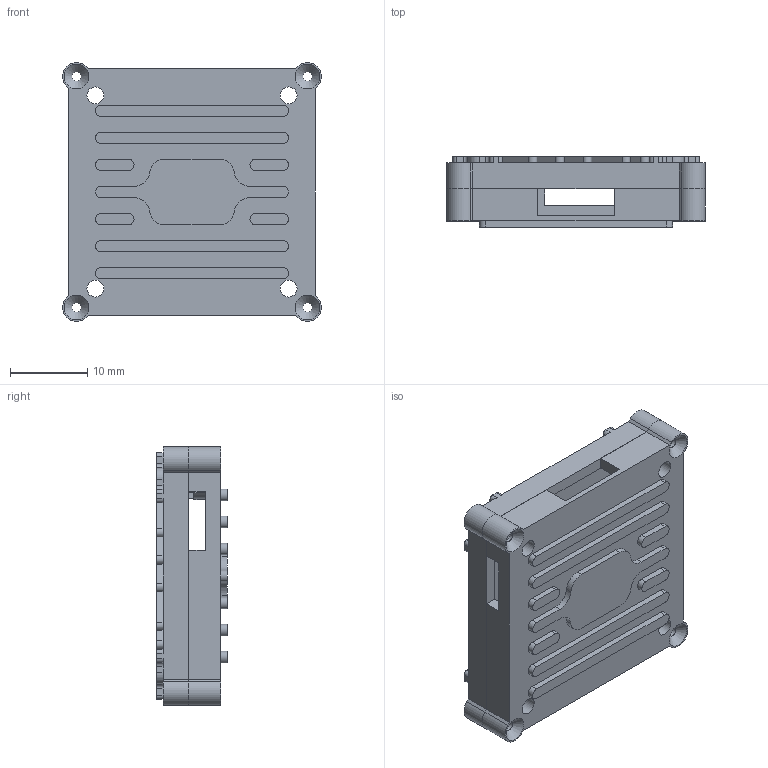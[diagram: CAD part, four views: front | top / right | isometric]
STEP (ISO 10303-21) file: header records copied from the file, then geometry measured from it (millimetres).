
FILE_DESCRIPTION(/* description */ (''),/* implementation_level */ '2;1');
FILE_NAME(/* name */ 'O4 Lite Case.step',/* time_stamp */ '2025-07-09T14:18:48+02:00',/* author */ (''),/* organization */ (''),/* preprocessor_version */ 'ST-DEVELOPER v20.1',/* originating_system */ 'Autodesk Translation Framework v14.10.0.0',/* authorisation */ '');
FILE_SCHEMA (('AUTOMOTIVE_DESIGN { 1 0 10303 214 3 1 1 }'));
Length unit declared in the file: millimetre
Products named in the file (2): O4 Lite Case; Komponente1
Assembly tree (1 placements, depth 2):
  O4 Lite Case
    Komponente1
Bounding box: 33.49 x 9.1 x 33.49 mm (x, y, z)
Volume: 3642.4 mm3; surface area: 6236.4 mm2
Topology: 2 solids, 2 shells, 332 faces, 910 edges, 592 vertices
Faces by surface type: plane 150, cylinder 146, bspline 32, cone 4
Full cylindrical faces by diameter (mm): 1.2 x8, 2.2 x8
Entity records: 10984 total; most frequent: CARTESIAN_POINT 2437, ORIENTED_EDGE 1788, DIRECTION 1764, EDGE_CURVE 894, AXIS2_PLACEMENT_3D 615, VERTEX_POINT 592, LINE 534, VECTOR 534
